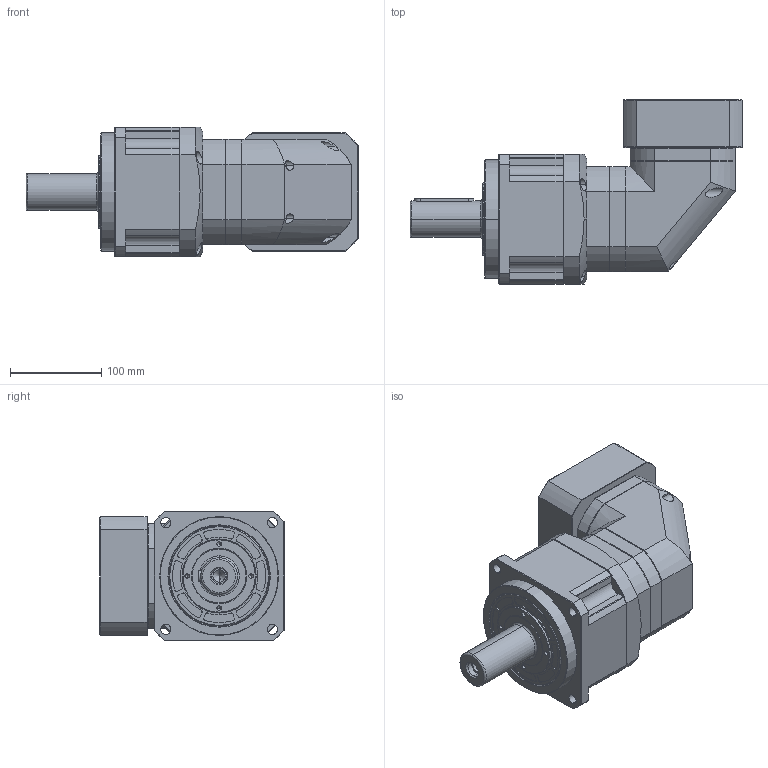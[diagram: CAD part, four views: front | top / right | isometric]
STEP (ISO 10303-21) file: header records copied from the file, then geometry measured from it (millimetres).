
FILE_DESCRIPTION((''),'2;1');
FILE_NAME('TMR142L2-110-28-750001_ASM','2024-06-22T15:11:17',('mayn'),(''),'CREO PARAMETRIC BY PTC INC, 2020053','CREO PARAMETRIC BY PTC INC, 2020053','');
FILE_SCHEMA(('CONFIG_CONTROL_DESIGN'));
Length unit declared in the file: millimetre
Products named in the file (17): TMR1150003; HEXAGON_SOCKET_HEAD_CAP_S-20151; SPRING_LOCK_WASHERS--NORMAL_TYP; HEXAGON_SOCKET_HEAD_CAP_S-20104; HEX_SOCKET_SET_SCREWS_WITH_FLAT; 65X55X700; TM1420002; HEXAGON_SOCKET_HEAD_CAP_SC-9796; _TM115_D110-M8-1450002; TMR115280001; KB1420001; TMR1150004; HEXAGON_SOCKET_HEAD_CAP_S-20038; TMR1150001; TMR1150002; TMR142L2-110-28-75_4-M8-145_1_ASM; TMR142L2-110-28-750001_ASM
Assembly tree (48 placements, depth 3):
  TMR142L2-110-28-750001_ASM
    TMR142L2-110-28-75_4-M8-145_1_ASM
      TMR1150003
      HEXAGON_SOCKET_HEAD_CAP_S-20151  x12
      SPRING_LOCK_WASHERS--NORMAL_TYP  x16
      HEXAGON_SOCKET_HEAD_CAP_S-20104  x5
      HEX_SOCKET_SET_SCREWS_WITH_FLAT
      65X55X700
      TM1420002
      HEXAGON_SOCKET_HEAD_CAP_SC-9796  x2
      _TM115_D110-M8-1450002
      TMR115280001
      KB1420001
      TMR1150004
      HEXAGON_SOCKET_HEAD_CAP_S-20038  x2
      TMR1150001
      TMR1150002
Bounding box: 363.3 x 201.4 x 142 mm (x, y, z)
Volume: 4277220.1 mm3; surface area: 442374.1 mm2
Topology: 47 solids, 47 shells, 1467 faces, 3555 edges, 2214 vertices
Faces by surface type: plane 614, cylinder 572, cone 225, torus 56
Entity records: 28266 total; most frequent: CARTESIAN_POINT 5484, DIRECTION 5156, ORIENTED_EDGE 4402, EDGE_CURVE 2201, AXIS2_PLACEMENT_3D 2088, VERTEX_POINT 1413, CIRCLE 1084, EDGE_LOOP 1060
